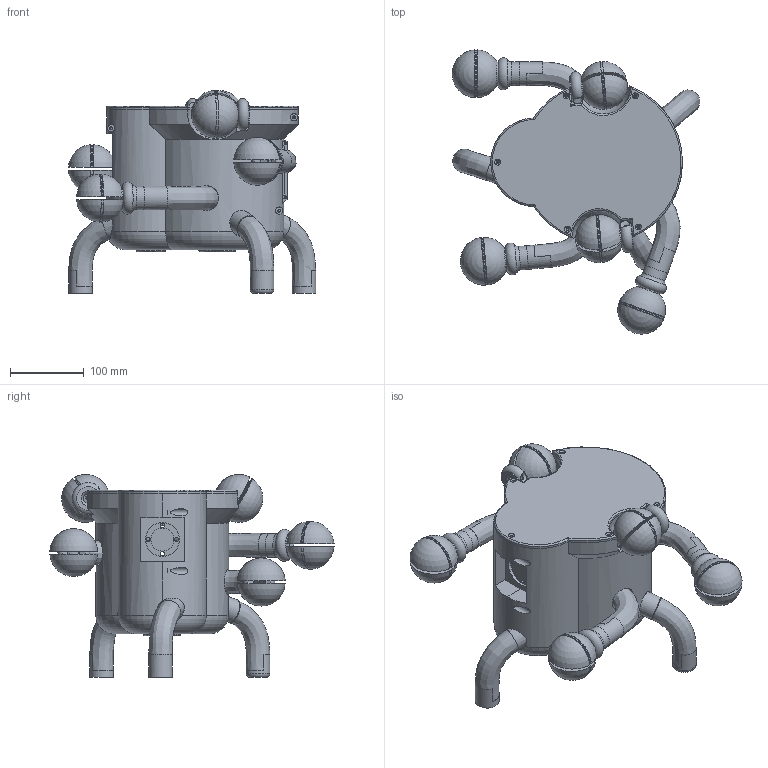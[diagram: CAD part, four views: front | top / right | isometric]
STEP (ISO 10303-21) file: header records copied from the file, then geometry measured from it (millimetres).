
FILE_DESCRIPTION(/* description */ (''),/* implementation_level */ '2;1');
FILE_NAME(/* name */ '04d410c8-d352-4639-a094-e7cbca1a7a19.stp',/* time_stamp */ '2022-11-11T12:29:43Z',/* author */ (''),/* organization */ (''),/* preprocessor_version */ 'ST-DEVELOPER v19.2',/* originating_system */ 'Autodesk Translation Framework v11.17.0.187',/* authorisation */ '');
FILE_SCHEMA (('AUTOMOTIVE_DESIGN { 1 0 10303 214 3 1 1 }'));
Length unit declared in the file: millimetre
Products named in the file (6): Controller; handle; handle(Mirror); topHandle; leg; ArduinoMEGA v1
Assembly tree (7 placements, depth 2):
  Controller
    handle
    handle(Mirror)  x2
    topHandle  x2
    leg
    ArduinoMEGA v1
Bounding box: 335.96 x 385.63 x 275.17 mm (x, y, z)
Volume: 2442781.6 mm3; surface area: 785713.3 mm2
Topology: 25 solids, 26 shells, 720 faces, 1807 edges, 1195 vertices
Faces by surface type: plane 301, cylinder 217, bspline 106, torus 36, cone 31, sphere 29
Full cylindrical faces by diameter (mm): 2.8 x37, 4 x21, 5 x2, 5.5 x1, 6 x9, 7 x3, 8 x4, 10 x24, 20 x10, 25.5 x3, 26 x1, 26.5 x2, 31.4 x1, 32 x5, 32.078 x6, 32.5 x1, 40 x1, 46 x1, 50 x1
Entity records: 31295 total; most frequent: CARTESIAN_POINT 16671, ORIENTED_EDGE 3140, DIRECTION 2668, EDGE_CURVE 1570, AXIS2_PLACEMENT_3D 1047, VERTEX_POINT 1038, EDGE_LOOP 778, FACE_OUTER_BOUND 620
